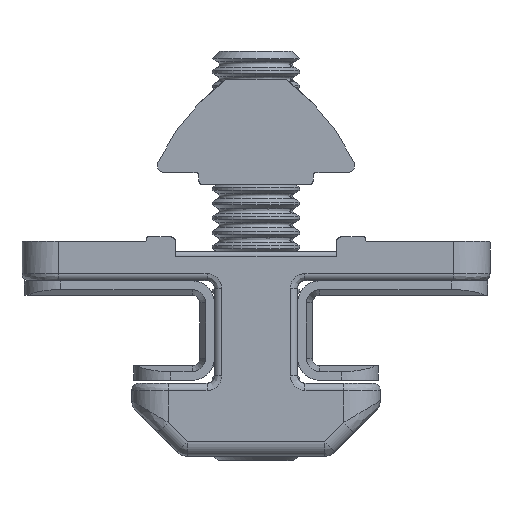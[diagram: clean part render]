
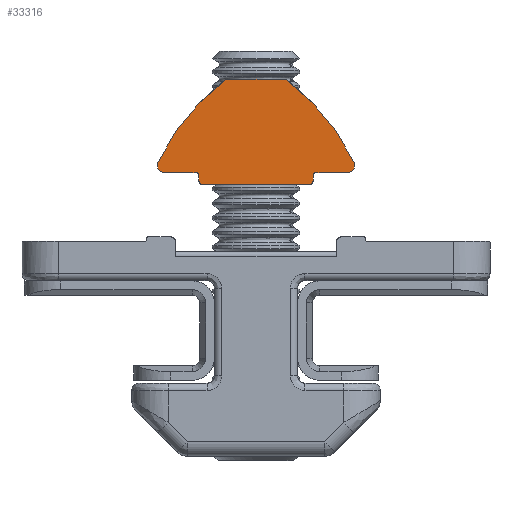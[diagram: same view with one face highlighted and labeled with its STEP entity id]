
A CAD part, front view. The second image highlights one B-rep face of the part: STEP entity #33316.
In plain terms, the highlighted planar face has unit normal (0, -1, 0).
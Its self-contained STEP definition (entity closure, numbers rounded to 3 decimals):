
#142 = LINE ( 'NONE', #22319, #22266 ) ;
#692 = ORIENTED_EDGE ( 'NONE', *, *, #31296, .F. ) ;
#836 = CIRCLE ( 'NONE', #4442, 0.2 ) ;
#1824 = CARTESIAN_POINT ( 'NONE',  ( 3.9, -35.5, 6.8 ) ) ;
#2130 = CARTESIAN_POINT ( 'NONE',  ( -3.9, -35.5, 6.6 ) ) ;
#2270 = LINE ( 'NONE', #20565, #30407 ) ;
#2284 = EDGE_CURVE ( 'NONE', #9326, #27935, #4850, .T. ) ;
#2845 = DIRECTION ( 'NONE',  ( 0., 0., 1. ) ) ;
#2990 = EDGE_CURVE ( 'NONE', #25901, #9326, #27415, .T. ) ;
#3267 = ORIENTED_EDGE ( 'NONE', *, *, #23487, .T. ) ;
#3505 = VERTEX_POINT ( 'NONE', #9914 ) ;
#4323 = DIRECTION ( 'NONE',  ( 0., 0., 1. ) ) ;
#4442 = AXIS2_PLACEMENT_3D ( 'NONE', #24357, #10640, #29750 ) ;
#4502 = EDGE_CURVE ( 'NONE', #14878, #31594, #16207, .T. ) ;
#4523 = ORIENTED_EDGE ( 'NONE', *, *, #2284, .F. ) ;
#4850 = CIRCLE ( 'NONE', #17377, 0.5 ) ;
#5081 = DIRECTION ( 'NONE',  ( 0., 1., 0. ) ) ;
#5642 = CARTESIAN_POINT ( 'NONE',  ( 4.1, -35.5, 7.2 ) ) ;
#5670 = CARTESIAN_POINT ( 'NONE',  ( -4.1, -35.5, 7.2 ) ) ;
#6484 = ORIENTED_EDGE ( 'NONE', *, *, #19578, .F. ) ;
#6924 = DIRECTION ( 'NONE',  ( 0., 1., 0. ) ) ;
#7140 = AXIS2_PLACEMENT_3D ( 'NONE', #27405, #29790, #8294 ) ;
#7338 = CARTESIAN_POINT ( 'NONE',  ( 3.9, -35.5, 7.2 ) ) ;
#7441 = ORIENTED_EDGE ( 'NONE', *, *, #2990, .F. ) ;
#7878 = CARTESIAN_POINT ( 'NONE',  ( -6.25, -35.5, 6.6 ) ) ;
#7922 = DIRECTION ( 'NONE',  ( 0., 1., 0. ) ) ;
#8037 = EDGE_LOOP ( 'NONE', ( #20785, #22203, #28099, #26397, #4523, #7441, #29112, #6484, #11955, #692, #3267, #9222, #34924, #23452 ) ) ;
#8055 = VECTOR ( 'NONE', #14461, 1000. ) ;
#8125 = CARTESIAN_POINT ( 'NONE',  ( 6.702, -35.5, 8.114 ) ) ;
#8194 = VECTOR ( 'NONE', #17269, 1000. ) ;
#8294 = DIRECTION ( 'NONE',  ( 0., 0., -1. ) ) ;
#9153 = EDGE_CURVE ( 'NONE', #9702, #3505, #22717, .T. ) ;
#9222 = ORIENTED_EDGE ( 'NONE', *, *, #4502, .T. ) ;
#9326 = VERTEX_POINT ( 'NONE', #8125 ) ;
#9702 = VERTEX_POINT ( 'NONE', #28928 ) ;
#9854 = EDGE_CURVE ( 'NONE', #18511, #18513, #29062, .T. ) ;
#9914 = CARTESIAN_POINT ( 'NONE',  ( -3.7, -35.5, 6.6 ) ) ;
#10358 = CARTESIAN_POINT ( 'NONE',  ( -6.25, -35.5, 7.4 ) ) ;
#10640 = DIRECTION ( 'NONE',  ( 0., 1., 0. ) ) ;
#10771 = CARTESIAN_POINT ( 'NONE',  ( 2., -35.5, 13.8 ) ) ;
#11288 = CARTESIAN_POINT ( 'NONE',  ( 3.7, -35.5, 6.8 ) ) ;
#11531 = CIRCLE ( 'NONE', #24657, 0.2 ) ;
#11955 = ORIENTED_EDGE ( 'NONE', *, *, #30825, .F. ) ;
#11971 = DIRECTION ( 'NONE',  ( 0., 0., -1. ) ) ;
#12009 = DIRECTION ( 'NONE',  ( 0., 1., 0. ) ) ;
#12625 = AXIS2_PLACEMENT_3D ( 'NONE', #35199, #5081, #23931 ) ;
#13612 = AXIS2_PLACEMENT_3D ( 'NONE', #26152, #6924, #4323 ) ;
#13921 = DIRECTION ( 'NONE',  ( 0., 1., 0. ) ) ;
#14334 = CIRCLE ( 'NONE', #30025, 0.2 ) ;
#14461 = DIRECTION ( 'NONE',  ( 0., 0., -1. ) ) ;
#14878 = VERTEX_POINT ( 'NONE', #14979 ) ;
#14979 = CARTESIAN_POINT ( 'NONE',  ( -3.9, -35.5, 7.2 ) ) ;
#15466 = VERTEX_POINT ( 'NONE', #23340 ) ;
#16207 = LINE ( 'NONE', #2130, #8055 ) ;
#16673 = EDGE_CURVE ( 'NONE', #15466, #25901, #24394, .T. ) ;
#16890 = CIRCLE ( 'NONE', #7140, 15. ) ;
#17233 = CIRCLE ( 'NONE', #35268, 0.5 ) ;
#17269 = DIRECTION ( 'NONE',  ( 1., 0., 0. ) ) ;
#17377 = AXIS2_PLACEMENT_3D ( 'NONE', #30964, #28346, #11971 ) ;
#17903 = VERTEX_POINT ( 'NONE', #1824 ) ;
#18511 = VERTEX_POINT ( 'NONE', #7338 ) ;
#18513 = VERTEX_POINT ( 'NONE', #34704 ) ;
#19578 = EDGE_CURVE ( 'NONE', #29878, #15466, #16890, .T. ) ;
#20070 = EDGE_CURVE ( 'NONE', #3505, #31594, #836, .T. ) ;
#20565 = CARTESIAN_POINT ( 'NONE',  ( -6.25, -35.5, 7.4 ) ) ;
#20785 = ORIENTED_EDGE ( 'NONE', *, *, #26173, .F. ) ;
#21412 = EDGE_CURVE ( 'NONE', #27935, #18513, #27170, .T. ) ;
#21831 = EDGE_CURVE ( 'NONE', #17903, #18511, #142, .T. ) ;
#22203 = ORIENTED_EDGE ( 'NONE', *, *, #21831, .T. ) ;
#22206 = DIRECTION ( 'NONE',  ( 0., 0., 1. ) ) ;
#22266 = VECTOR ( 'NONE', #22206, 1000. ) ;
#22319 = CARTESIAN_POINT ( 'NONE',  ( 3.9, -35.5, 6.6 ) ) ;
#22717 = LINE ( 'NONE', #7878, #34708 ) ;
#22966 = FACE_OUTER_BOUND ( 'NONE', #8037, .T. ) ;
#23340 = CARTESIAN_POINT ( 'NONE',  ( -2., -35.5, 13.8 ) ) ;
#23452 = ORIENTED_EDGE ( 'NONE', *, *, #9153, .F. ) ;
#23487 = EDGE_CURVE ( 'NONE', #35022, #14878, #11531, .T. ) ;
#23769 = AXIS2_PLACEMENT_3D ( 'NONE', #5642, #7922, #30244 ) ;
#23931 = DIRECTION ( 'NONE',  ( 0., 0., -1. ) ) ;
#24357 = CARTESIAN_POINT ( 'NONE',  ( -3.7, -35.5, 6.8 ) ) ;
#24394 = LINE ( 'NONE', #34049, #8194 ) ;
#24657 = AXIS2_PLACEMENT_3D ( 'NONE', #5670, #13921, #2845 ) ;
#24760 = DIRECTION ( 'NONE',  ( 0., 0., -1. ) ) ;
#25721 = CARTESIAN_POINT ( 'NONE',  ( -6.25, -35.5, 7.9 ) ) ;
#25901 = VERTEX_POINT ( 'NONE', #10771 ) ;
#26041 = DIRECTION ( 'NONE',  ( -1., 0., 0. ) ) ;
#26152 = CARTESIAN_POINT ( 'NONE',  ( -6.25, -35.5, 7.9 ) ) ;
#26173 = EDGE_CURVE ( 'NONE', #17903, #9702, #14334, .T. ) ;
#26397 = ORIENTED_EDGE ( 'NONE', *, *, #21412, .F. ) ;
#27170 = LINE ( 'NONE', #10358, #34836 ) ;
#27405 = CARTESIAN_POINT ( 'NONE',  ( 6.854, -35.5, 1.692 ) ) ;
#27415 = CIRCLE ( 'NONE', #12625, 15. ) ;
#27536 = VERTEX_POINT ( 'NONE', #27775 ) ;
#27775 = CARTESIAN_POINT ( 'NONE',  ( -6.25, -35.5, 7.4 ) ) ;
#27935 = VERTEX_POINT ( 'NONE', #34911 ) ;
#28099 = ORIENTED_EDGE ( 'NONE', *, *, #9854, .T. ) ;
#28346 = DIRECTION ( 'NONE',  ( 0., 1., 0. ) ) ;
#28928 = CARTESIAN_POINT ( 'NONE',  ( 3.7, -35.5, 6.6 ) ) ;
#29062 = CIRCLE ( 'NONE', #23769, 0.2 ) ;
#29112 = ORIENTED_EDGE ( 'NONE', *, *, #16673, .F. ) ;
#29471 = DIRECTION ( 'NONE',  ( -1., 0., 0. ) ) ;
#29614 = DIRECTION ( 'NONE',  ( -1., 0., 0. ) ) ;
#29750 = DIRECTION ( 'NONE',  ( 0., 0., -1. ) ) ;
#29790 = DIRECTION ( 'NONE',  ( 0., 1., 0. ) ) ;
#29878 = VERTEX_POINT ( 'NONE', #30966 ) ;
#29996 = CARTESIAN_POINT ( 'NONE',  ( -3.9, -35.5, 6.8 ) ) ;
#30025 = AXIS2_PLACEMENT_3D ( 'NONE', #11288, #30282, #24760 ) ;
#30244 = DIRECTION ( 'NONE',  ( 0., 0., 1. ) ) ;
#30282 = DIRECTION ( 'NONE',  ( 0., 1., 0. ) ) ;
#30407 = VECTOR ( 'NONE', #26041, 1000. ) ;
#30825 = EDGE_CURVE ( 'NONE', #27536, #29878, #17233, .T. ) ;
#30964 = CARTESIAN_POINT ( 'NONE',  ( 6.25, -35.5, 7.9 ) ) ;
#30966 = CARTESIAN_POINT ( 'NONE',  ( -6.702, -35.5, 8.114 ) ) ;
#31118 = DIRECTION ( 'NONE',  ( 0., 0., -1. ) ) ;
#31296 = EDGE_CURVE ( 'NONE', #35022, #27536, #2270, .T. ) ;
#31594 = VERTEX_POINT ( 'NONE', #29996 ) ;
#33316 = ADVANCED_FACE ( 'NONE', ( #22966 ), #34520, .F. ) ;
#33478 = CARTESIAN_POINT ( 'NONE',  ( -4.1, -35.5, 7.4 ) ) ;
#34049 = CARTESIAN_POINT ( 'NONE',  ( -6.25, -35.5, 13.8 ) ) ;
#34520 = PLANE ( 'NONE',  #13612 ) ;
#34704 = CARTESIAN_POINT ( 'NONE',  ( 4.1, -35.5, 7.4 ) ) ;
#34708 = VECTOR ( 'NONE', #29614, 1000. ) ;
#34836 = VECTOR ( 'NONE', #29471, 1000. ) ;
#34911 = CARTESIAN_POINT ( 'NONE',  ( 6.25, -35.5, 7.4 ) ) ;
#34924 = ORIENTED_EDGE ( 'NONE', *, *, #20070, .F. ) ;
#35022 = VERTEX_POINT ( 'NONE', #33478 ) ;
#35199 = CARTESIAN_POINT ( 'NONE',  ( -6.854, -35.5, 1.692 ) ) ;
#35268 = AXIS2_PLACEMENT_3D ( 'NONE', #25721, #12009, #31118 ) ;
